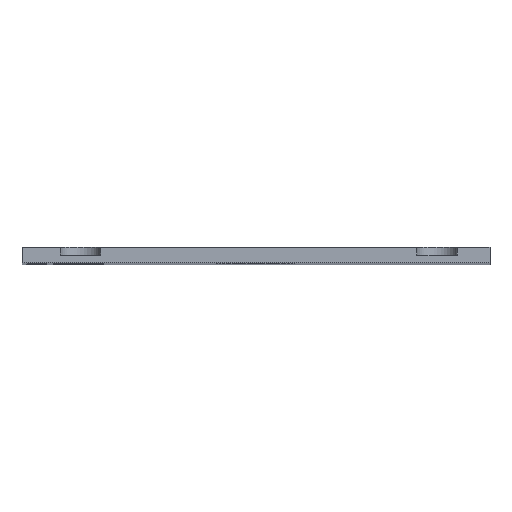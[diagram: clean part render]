
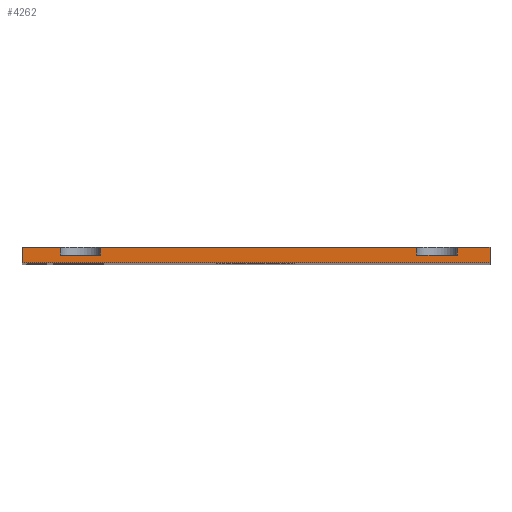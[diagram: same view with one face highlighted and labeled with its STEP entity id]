
A CAD part, top view. The second image highlights one B-rep face of the part: STEP entity #4262.
In plain terms, the highlighted planar face has unit normal (0, 0, 1).
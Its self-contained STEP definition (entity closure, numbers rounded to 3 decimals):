
#206=PLANE('',#4441);
#402=FACE_OUTER_BOUND('',#611,.T.);
#611=EDGE_LOOP('',(#3478,#3479,#3480,#3481,#3482,#3483,#3484,#3485,#3486,
#3487,#3488,#3489));
#1083=LINE('',#7171,#1558);
#1088=LINE('',#7186,#1563);
#1093=LINE('',#7201,#1568);
#1095=LINE('',#7205,#1570);
#1096=LINE('',#7207,#1571);
#1097=LINE('',#7208,#1572);
#1098=LINE('',#7210,#1573);
#1099=LINE('',#7212,#1574);
#1100=LINE('',#7213,#1575);
#1101=LINE('',#7215,#1576);
#1102=LINE('',#7217,#1577);
#1103=LINE('',#7218,#1578);
#1558=VECTOR('',#5087,10.);
#1563=VECTOR('',#5100,10.);
#1568=VECTOR('',#5113,10.);
#1570=VECTOR('',#5117,10.);
#1571=VECTOR('',#5118,10.);
#1572=VECTOR('',#5119,10.);
#1573=VECTOR('',#5120,10.);
#1574=VECTOR('',#5121,10.);
#1575=VECTOR('',#5122,10.);
#1576=VECTOR('',#5123,10.);
#1577=VECTOR('',#5124,10.);
#1578=VECTOR('',#5125,10.);
#2107=VERTEX_POINT('',#7168);
#2108=VERTEX_POINT('',#7170);
#2113=VERTEX_POINT('',#7183);
#2114=VERTEX_POINT('',#7185);
#2119=VERTEX_POINT('',#7198);
#2120=VERTEX_POINT('',#7200);
#2121=VERTEX_POINT('',#7204);
#2122=VERTEX_POINT('',#7206);
#2123=VERTEX_POINT('',#7209);
#2124=VERTEX_POINT('',#7211);
#2125=VERTEX_POINT('',#7214);
#2126=VERTEX_POINT('',#7216);
#2675=EDGE_CURVE('',#2107,#2108,#1083,.T.);
#2682=EDGE_CURVE('',#2113,#2114,#1088,.T.);
#2689=EDGE_CURVE('',#2119,#2120,#1093,.T.);
#2691=EDGE_CURVE('',#2121,#2107,#1095,.T.);
#2692=EDGE_CURVE('',#2121,#2122,#1096,.T.);
#2693=EDGE_CURVE('',#2120,#2122,#1097,.T.);
#2694=EDGE_CURVE('',#2123,#2119,#1098,.T.);
#2695=EDGE_CURVE('',#2123,#2124,#1099,.T.);
#2696=EDGE_CURVE('',#2114,#2124,#1100,.T.);
#2697=EDGE_CURVE('',#2125,#2113,#1101,.T.);
#2698=EDGE_CURVE('',#2125,#2126,#1102,.T.);
#2699=EDGE_CURVE('',#2108,#2126,#1103,.T.);
#3478=ORIENTED_EDGE('',*,*,#2691,.F.);
#3479=ORIENTED_EDGE('',*,*,#2692,.T.);
#3480=ORIENTED_EDGE('',*,*,#2693,.F.);
#3481=ORIENTED_EDGE('',*,*,#2689,.F.);
#3482=ORIENTED_EDGE('',*,*,#2694,.F.);
#3483=ORIENTED_EDGE('',*,*,#2695,.T.);
#3484=ORIENTED_EDGE('',*,*,#2696,.F.);
#3485=ORIENTED_EDGE('',*,*,#2682,.F.);
#3486=ORIENTED_EDGE('',*,*,#2697,.F.);
#3487=ORIENTED_EDGE('',*,*,#2698,.T.);
#3488=ORIENTED_EDGE('',*,*,#2699,.F.);
#3489=ORIENTED_EDGE('',*,*,#2675,.F.);
#4262=ADVANCED_FACE('',(#402),#206,.T.);
#4441=AXIS2_PLACEMENT_3D('',#7203,#5115,#5116);
#5087=DIRECTION('',(0.,1.,0.));
#5100=DIRECTION('',(0.,1.,0.));
#5113=DIRECTION('',(0.,1.,0.));
#5115=DIRECTION('center_axis',(0.,0.,1.));
#5116=DIRECTION('ref_axis',(1.,0.,0.));
#5117=DIRECTION('',(-1.,0.,0.));
#5118=DIRECTION('',(0.,1.,0.));
#5119=DIRECTION('',(1.,0.,0.));
#5120=DIRECTION('',(1.,0.,0.));
#5121=DIRECTION('',(0.,1.,0.));
#5122=DIRECTION('',(1.,0.,0.));
#5123=DIRECTION('',(1.,0.,0.));
#5124=DIRECTION('',(0.,1.,0.));
#5125=DIRECTION('',(1.,0.,0.));
#7168=CARTESIAN_POINT('',(36.744,0.,148.));
#7170=CARTESIAN_POINT('',(36.744,2.,148.));
#7171=CARTESIAN_POINT('',(36.744,0.,148.));
#7183=CARTESIAN_POINT('',(46.844,1.,148.));
#7185=CARTESIAN_POINT('',(46.844,2.,148.));
#7186=CARTESIAN_POINT('',(46.844,0.,148.));
#7198=CARTESIAN_POINT('',(92.564,1.,148.));
#7200=CARTESIAN_POINT('',(92.564,2.,148.));
#7201=CARTESIAN_POINT('',(92.564,0.,148.));
#7203=CARTESIAN_POINT('Origin',(92.564,0.,148.));
#7204=CARTESIAN_POINT('',(96.744,0.,148.));
#7205=CARTESIAN_POINT('',(96.744,0.,148.));
#7206=CARTESIAN_POINT('',(96.744,2.,148.));
#7207=CARTESIAN_POINT('',(96.744,0.,148.));
#7208=CARTESIAN_POINT('',(96.744,2.,148.));
#7209=CARTESIAN_POINT('',(87.364,1.,148.));
#7210=CARTESIAN_POINT('',(87.364,1.,148.));
#7211=CARTESIAN_POINT('',(87.364,2.,148.));
#7212=CARTESIAN_POINT('',(87.364,0.,148.));
#7213=CARTESIAN_POINT('',(96.744,2.,148.));
#7214=CARTESIAN_POINT('',(41.644,1.,148.));
#7215=CARTESIAN_POINT('',(41.644,1.,148.));
#7216=CARTESIAN_POINT('',(41.644,2.,148.));
#7217=CARTESIAN_POINT('',(41.644,0.,148.));
#7218=CARTESIAN_POINT('',(96.744,2.,148.));
